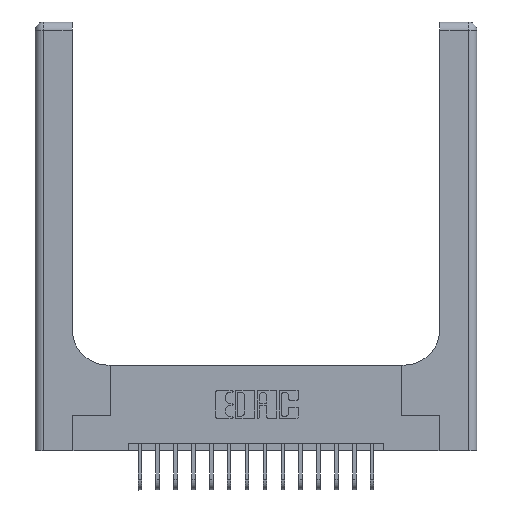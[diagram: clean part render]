
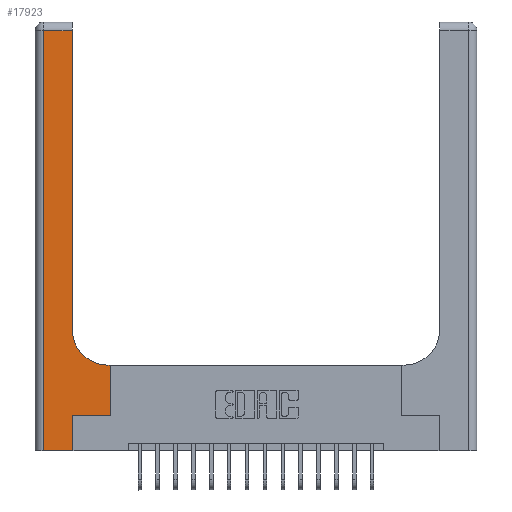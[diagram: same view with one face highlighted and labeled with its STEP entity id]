
A CAD part, top view. The second image highlights one B-rep face of the part: STEP entity #17923.
In plain terms, the highlighted planar face has unit normal (0, 0, 1).
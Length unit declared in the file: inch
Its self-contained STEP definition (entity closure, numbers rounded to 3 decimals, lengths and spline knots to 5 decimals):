
#39 = ORIENTED_EDGE ( 'NONE', *, *, #16352, .T. ) ;
#235 = LINE ( 'NONE', #17339, #1423 ) ;
#959 = EDGE_CURVE ( 'NONE', #4043, #17408, #10143, .T. ) ;
#1246 = VECTOR ( 'NONE', #18322, 39.37008 ) ;
#1259 = CARTESIAN_POINT ( 'NONE',  ( 0.26, 2.94, 0.37 ) ) ;
#1299 = CARTESIAN_POINT ( 'NONE',  ( 0.51, 0.85, 0.37 ) ) ;
#1423 = VECTOR ( 'NONE', #2095, 39.37008 ) ;
#1596 = VERTEX_POINT ( 'NONE', #7564 ) ;
#2035 = DIRECTION ( 'NONE',  ( -1., 0., 0. ) ) ;
#2095 = DIRECTION ( 'NONE',  ( -1., 0., 0. ) ) ;
#2167 = CARTESIAN_POINT ( 'NONE',  ( 0., 3., 0.37 ) ) ;
#2196 = VECTOR ( 'NONE', #10978, 39.37008 ) ;
#2368 = VERTEX_POINT ( 'NONE', #5703 ) ;
#2748 = CARTESIAN_POINT ( 'NONE',  ( 0.528, 0.25, 0.37 ) ) ;
#3340 = CARTESIAN_POINT ( 'NONE',  ( 0.26, 3., 0.37 ) ) ;
#3468 = EDGE_CURVE ( 'NONE', #15130, #11495, #9346, .T. ) ;
#3620 = DIRECTION ( 'NONE',  ( 1., 0., 0. ) ) ;
#3788 = DIRECTION ( 'NONE',  ( 1., 0., 0. ) ) ;
#4043 = VERTEX_POINT ( 'NONE', #13222 ) ;
#4315 = VECTOR ( 'NONE', #10557, 39.37008 ) ;
#4458 = VERTEX_POINT ( 'NONE', #15783 ) ;
#4768 = CARTESIAN_POINT ( 'NONE',  ( 0.265, 0.25, 0.37 ) ) ;
#4773 = ORIENTED_EDGE ( 'NONE', *, *, #13380, .T. ) ;
#4826 = EDGE_CURVE ( 'NONE', #17408, #13741, #19257, .T. ) ;
#5095 = CARTESIAN_POINT ( 'NONE',  ( 0., 0., 0.37 ) ) ;
#5703 = CARTESIAN_POINT ( 'NONE',  ( 0.06, 2.94, 0.37 ) ) ;
#5846 = EDGE_LOOP ( 'NONE', ( #7894, #39, #8772, #4773, #8563, #10355, #12047, #17545, #11058 ) ) ;
#6021 = CARTESIAN_POINT ( 'NONE',  ( 0.265, 0., 0.37 ) ) ;
#6285 = LINE ( 'NONE', #18462, #2196 ) ;
#6888 = CARTESIAN_POINT ( 'NONE',  ( 0.26, 0.85, 0.37 ) ) ;
#6943 = CARTESIAN_POINT ( 'NONE',  ( 0.265, 0.25, 0.37 ) ) ;
#7242 = EDGE_CURVE ( 'NONE', #1596, #4043, #235, .T. ) ;
#7564 = CARTESIAN_POINT ( 'NONE',  ( 0.528, 0.6, 0.37 ) ) ;
#7596 = EDGE_CURVE ( 'NONE', #11495, #1596, #16558, .T. ) ;
#7894 = ORIENTED_EDGE ( 'NONE', *, *, #4826, .T. ) ;
#8409 = CARTESIAN_POINT ( 'NONE',  ( 0.06, 3., 0.37 ) ) ;
#8563 = ORIENTED_EDGE ( 'NONE', *, *, #16387, .T. ) ;
#8772 = ORIENTED_EDGE ( 'NONE', *, *, #8998, .T. ) ;
#8983 = DIRECTION ( 'NONE',  ( 0., 0., -1. ) ) ;
#8998 = EDGE_CURVE ( 'NONE', #2368, #4458, #10763, .T. ) ;
#9134 = FACE_OUTER_BOUND ( 'NONE', #5846, .T. ) ;
#9198 = AXIS2_PLACEMENT_3D ( 'NONE', #1299, #8983, #16679 ) ;
#9320 = VECTOR ( 'NONE', #12754, 39.37008 ) ;
#9346 = LINE ( 'NONE', #6943, #10048 ) ;
#9534 = DIRECTION ( 'NONE',  ( 0., 1., 0. ) ) ;
#9782 = AXIS2_PLACEMENT_3D ( 'NONE', #2167, #17540, #2035 ) ;
#10048 = VECTOR ( 'NONE', #3788, 39.37008 ) ;
#10143 = CIRCLE ( 'NONE', #9198, 0.25 ) ;
#10355 = ORIENTED_EDGE ( 'NONE', *, *, #3468, .T. ) ;
#10557 = DIRECTION ( 'NONE',  ( 0., 1., 0. ) ) ;
#10763 = LINE ( 'NONE', #8409, #9320 ) ;
#10789 = CARTESIAN_POINT ( 'NONE',  ( 0.528, 0.25, 0.37 ) ) ;
#10978 = DIRECTION ( 'NONE',  ( 0., 1., 0. ) ) ;
#11058 = ORIENTED_EDGE ( 'NONE', *, *, #959, .T. ) ;
#11495 = VERTEX_POINT ( 'NONE', #10789 ) ;
#11647 = LINE ( 'NONE', #5095, #18850 ) ;
#12047 = ORIENTED_EDGE ( 'NONE', *, *, #7596, .T. ) ;
#12738 = VERTEX_POINT ( 'NONE', #6021 ) ;
#12754 = DIRECTION ( 'NONE',  ( 0., -1., 0. ) ) ;
#13222 = CARTESIAN_POINT ( 'NONE',  ( 0.51, 0.6, 0.37 ) ) ;
#13380 = EDGE_CURVE ( 'NONE', #4458, #12738, #11647, .T. ) ;
#13741 = VERTEX_POINT ( 'NONE', #1259 ) ;
#14484 = LINE ( 'NONE', #15480, #1246 ) ;
#14999 = VECTOR ( 'NONE', #9534, 39.37008 ) ;
#15130 = VERTEX_POINT ( 'NONE', #4768 ) ;
#15480 = CARTESIAN_POINT ( 'NONE',  ( 0., 2.94, 0.37 ) ) ;
#15783 = CARTESIAN_POINT ( 'NONE',  ( 0.06, 0., 0.37 ) ) ;
#16016 = PLANE ( 'NONE',  #9782 ) ;
#16352 = EDGE_CURVE ( 'NONE', #13741, #2368, #14484, .T. ) ;
#16387 = EDGE_CURVE ( 'NONE', #12738, #15130, #6285, .T. ) ;
#16558 = LINE ( 'NONE', #2748, #4315 ) ;
#16679 = DIRECTION ( 'NONE',  ( 1., 0., 0. ) ) ;
#17339 = CARTESIAN_POINT ( 'NONE',  ( 0.26, 0.6, 0.37 ) ) ;
#17408 = VERTEX_POINT ( 'NONE', #6888 ) ;
#17540 = DIRECTION ( 'NONE',  ( 0., 0., -1. ) ) ;
#17545 = ORIENTED_EDGE ( 'NONE', *, *, #7242, .T. ) ;
#17923 = ADVANCED_FACE ( 'NONE', ( #9134 ), #16016, .F. ) ;
#18322 = DIRECTION ( 'NONE',  ( -1., 0., 0. ) ) ;
#18462 = CARTESIAN_POINT ( 'NONE',  ( 0.265, 0., 0.37 ) ) ;
#18850 = VECTOR ( 'NONE', #3620, 39.37008 ) ;
#19257 = LINE ( 'NONE', #3340, #14999 ) ;
